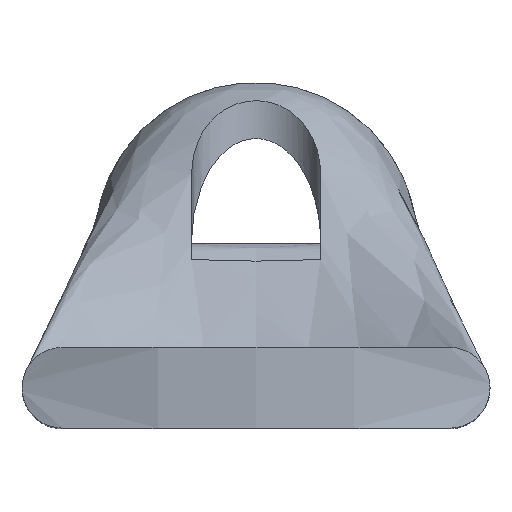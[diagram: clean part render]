
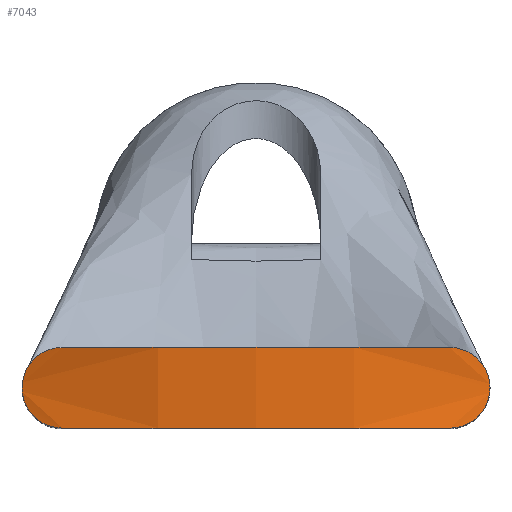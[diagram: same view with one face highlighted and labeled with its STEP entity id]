
A CAD part, top view. The second image highlights one B-rep face of the part: STEP entity #7043.
In plain terms, the highlighted cylindrical face has radius 40 mm (diameter 80 mm), a partial arc.
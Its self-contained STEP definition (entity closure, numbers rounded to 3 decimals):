
#4513=CARTESIAN_POINT('',(-12.,-6.5,67.158));
#4514=VERTEX_POINT('',#4513);
#4523=CARTESIAN_POINT('',(12.,-6.5,67.158));
#4524=VERTEX_POINT('',#4523);
#4525=CARTESIAN_POINT('',(0.,-6.5,29.));
#4526=DIRECTION('',(0.,1.,0.));
#4527=DIRECTION('',(0.363,0.,-0.932));
#4528=AXIS2_PLACEMENT_3D('',#4525,#4526,#4527);
#4529=CIRCLE('',#4528,40.);
#4530=EDGE_CURVE('',#4514,#4524,#4529,.T.);
#6921=CARTESIAN_POINT('',(12.,-11.5,67.158));
#6922=VERTEX_POINT('',#6921);
#6929=CARTESIAN_POINT('',(-12.,-11.5,67.158));
#6930=VERTEX_POINT('',#6929);
#6931=CARTESIAN_POINT('',(0.,-11.5,29.));
#6932=DIRECTION('',(0.,-1.,0.));
#6933=DIRECTION('',(0.363,0.,-0.932));
#6934=AXIS2_PLACEMENT_3D('',#6931,#6932,#6933);
#6935=CIRCLE('',#6934,40.);
#6936=EDGE_CURVE('',#6922,#6930,#6935,.T.);
#6956=CARTESIAN_POINT('',(-14.5,-9.,66.279));
#6957=VERTEX_POINT('',#6956);
#6958=CARTESIAN_POINT('',(-14.5,-9.0,66.279));
#6959=CARTESIAN_POINT('',(-14.5,-8.686,66.279));
#6960=CARTESIAN_POINT('',(-14.437,-8.354,66.304));
#6961=CARTESIAN_POINT('',(-14.187,-7.745,66.4));
#6962=CARTESIAN_POINT('',(-14.,-7.47,66.471));
#6963=CARTESIAN_POINT('',(-13.562,-7.022,66.631));
#6964=CARTESIAN_POINT('',(-13.278,-6.825,66.733));
#6965=CARTESIAN_POINT('',(-12.655,-6.564,66.947));
#6966=CARTESIAN_POINT('',(-12.317,-6.5,67.058));
#6967=CARTESIAN_POINT('',(-12.,-6.5,67.158));
#6968=B_SPLINE_CURVE_WITH_KNOTS('',3,(#6958,#6959,#6960,#6961,#6962,#6963,#6964,#6965,#6966,#6967),.UNSPECIFIED.,.F.,.U.,(4,2,2,2,4),(1.544,1.638,1.732,1.832,1.932),.UNSPECIFIED.);
#6969=EDGE_CURVE('',#6957,#4514,#6968,.T.);
#6976=CARTESIAN_POINT('',(-12.,-11.5,67.158));
#6977=CARTESIAN_POINT('',(-12.317,-11.5,67.058));
#6978=CARTESIAN_POINT('',(-12.655,-11.436,66.947));
#6979=CARTESIAN_POINT('',(-13.278,-11.175,66.733));
#6980=CARTESIAN_POINT('',(-13.562,-10.978,66.631));
#6981=CARTESIAN_POINT('',(-14.,-10.53,66.471));
#6982=CARTESIAN_POINT('',(-14.187,-10.255,66.4));
#6983=CARTESIAN_POINT('',(-14.437,-9.646,66.304));
#6984=CARTESIAN_POINT('',(-14.5,-9.314,66.279));
#6985=CARTESIAN_POINT('',(-14.5,-9.,66.279));
#6986=B_SPLINE_CURVE_WITH_KNOTS('',3,(#6976,#6977,#6978,#6979,#6980,#6981,#6982,#6983,#6984,#6985),.UNSPECIFIED.,.F.,.U.,(4,2,2,2,4),(1.156,1.256,1.356,1.45,1.544),.UNSPECIFIED.);
#6987=EDGE_CURVE('',#6930,#6957,#6986,.T.);
#7004=CARTESIAN_POINT('',(0.,-6.5,29.));
#7005=DIRECTION('',(0.,-1.0,0.0));
#7006=DIRECTION('',(0.363,0.,-0.932));
#7007=AXIS2_PLACEMENT_3D('',#7004,#7005,#7006);
#7008=CYLINDRICAL_SURFACE('',#7007,40.0);
#7009=CARTESIAN_POINT('',(14.5,-9.,66.279));
#7010=VERTEX_POINT('',#7009);
#7011=CARTESIAN_POINT('',(14.5,-9.,66.279));
#7012=CARTESIAN_POINT('',(14.5,-9.314,66.279));
#7013=CARTESIAN_POINT('',(14.437,-9.646,66.304));
#7014=CARTESIAN_POINT('',(14.187,-10.255,66.4));
#7015=CARTESIAN_POINT('',(14.,-10.53,66.471));
#7016=CARTESIAN_POINT('',(13.562,-10.978,66.631));
#7017=CARTESIAN_POINT('',(13.278,-11.175,66.733));
#7018=CARTESIAN_POINT('',(12.655,-11.436,66.947));
#7019=CARTESIAN_POINT('',(12.317,-11.5,67.058));
#7020=CARTESIAN_POINT('',(12.,-11.5,67.158));
#7021=B_SPLINE_CURVE_WITH_KNOTS('',3,(#7011,#7012,#7013,#7014,#7015,#7016,#7017,#7018,#7019,#7020),.UNSPECIFIED.,.F.,.U.,(4,2,2,2,4),(0.772,0.866,0.96,1.06,1.16),.UNSPECIFIED.);
#7022=EDGE_CURVE('',#7010,#6922,#7021,.T.);
#7023=ORIENTED_EDGE('',*,*,#7022,.F.);
#7024=CARTESIAN_POINT('',(12.,-6.5,67.158));
#7025=CARTESIAN_POINT('',(12.317,-6.5,67.058));
#7026=CARTESIAN_POINT('',(12.655,-6.564,66.947));
#7027=CARTESIAN_POINT('',(13.278,-6.825,66.733));
#7028=CARTESIAN_POINT('',(13.562,-7.022,66.631));
#7029=CARTESIAN_POINT('',(14.,-7.47,66.471));
#7030=CARTESIAN_POINT('',(14.187,-7.745,66.4));
#7031=CARTESIAN_POINT('',(14.437,-8.354,66.304));
#7032=CARTESIAN_POINT('',(14.5,-8.686,66.279));
#7033=CARTESIAN_POINT('',(14.5,-9.,66.279));
#7034=B_SPLINE_CURVE_WITH_KNOTS('',3,(#7024,#7025,#7026,#7027,#7028,#7029,#7030,#7031,#7032,#7033),.UNSPECIFIED.,.F.,.U.,(4,2,2,2,4),(0.384,0.484,0.584,0.678,0.772),.UNSPECIFIED.);
#7035=EDGE_CURVE('',#4524,#7010,#7034,.T.);
#7036=ORIENTED_EDGE('',*,*,#7035,.F.);
#7037=ORIENTED_EDGE('',*,*,#4530,.F.);
#7038=ORIENTED_EDGE('',*,*,#6969,.F.);
#7039=ORIENTED_EDGE('',*,*,#6987,.F.);
#7040=ORIENTED_EDGE('',*,*,#6936,.F.);
#7041=EDGE_LOOP('',(#7023,#7036,#7037,#7038,#7039,#7040));
#7042=FACE_OUTER_BOUND('',#7041,.T.);
#7043=ADVANCED_FACE('',(#7042),#7008,.T.);
